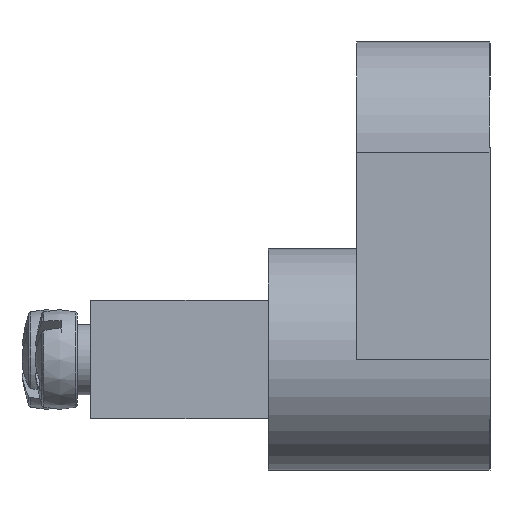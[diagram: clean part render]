
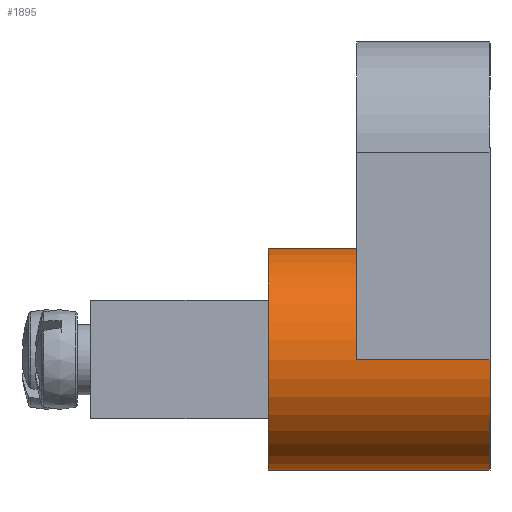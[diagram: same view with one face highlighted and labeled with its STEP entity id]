
A CAD part, left-side view. The second image highlights one B-rep face of the part: STEP entity #1895.
In plain terms, the highlighted cylindrical face has radius 7.5 mm (diameter 15 mm), a full revolution.
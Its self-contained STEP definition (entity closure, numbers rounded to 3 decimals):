
#138=LINE('',#3701,#184);
#139=LINE('',#3704,#185);
#184=VECTOR('',#2623,9.);
#185=VECTOR('',#2626,9.);
#386=FACE_BOUND('',#851,.T.);
#507=CIRCLE('',#2124,7.5);
#508=CIRCLE('',#2125,7.5);
#509=CIRCLE('',#2126,7.5);
#615=FACE_OUTER_BOUND('',#850,.T.);
#850=EDGE_LOOP('',(#1609,#1610,#1611,#1612));
#851=EDGE_LOOP('',(#1613));
#1053=VERTEX_POINT('',#3697);
#1054=VERTEX_POINT('',#3698);
#1055=VERTEX_POINT('',#3700);
#1056=VERTEX_POINT('',#3702);
#1057=VERTEX_POINT('',#3705);
#1246=EDGE_CURVE('',#1053,#1054,#507,.T.);
#1247=EDGE_CURVE('',#1055,#1054,#138,.T.);
#1248=EDGE_CURVE('',#1056,#1055,#508,.T.);
#1249=EDGE_CURVE('',#1056,#1053,#139,.T.);
#1250=EDGE_CURVE('',#1057,#1057,#509,.T.);
#1609=ORIENTED_EDGE('',*,*,#1246,.T.);
#1610=ORIENTED_EDGE('',*,*,#1247,.F.);
#1611=ORIENTED_EDGE('',*,*,#1248,.F.);
#1612=ORIENTED_EDGE('',*,*,#1249,.T.);
#1613=ORIENTED_EDGE('',*,*,#1250,.F.);
#1722=CYLINDRICAL_SURFACE('',#2123,7.5);
#1895=ADVANCED_FACE('',(#615,#386),#1722,.T.);
#2123=AXIS2_PLACEMENT_3D('',#3696,#2619,#2620);
#2124=AXIS2_PLACEMENT_3D('',#3699,#2621,#2622);
#2125=AXIS2_PLACEMENT_3D('',#3703,#2624,#2625);
#2126=AXIS2_PLACEMENT_3D('',#3706,#2627,#2628);
#2619=DIRECTION('center_axis',(0.,1.,0.));
#2620=DIRECTION('ref_axis',(0.,0.,1.));
#2621=DIRECTION('center_axis',(0.,1.,0.));
#2622=DIRECTION('ref_axis',(0.,0.,1.));
#2623=DIRECTION('',(0.,1.,0.));
#2624=DIRECTION('center_axis',(0.,-1.,0.));
#2625=DIRECTION('ref_axis',(0.,0.,1.));
#2626=DIRECTION('',(0.,1.,0.));
#2627=DIRECTION('center_axis',(0.,1.,0.));
#2628=DIRECTION('ref_axis',(0.,0.,1.));
#3696=CARTESIAN_POINT('Origin',(-7.,-10.607,0.));
#3697=CARTESIAN_POINT('',(-7.,9.,7.5));
#3698=CARTESIAN_POINT('',(-7.,9.,-7.5));
#3699=CARTESIAN_POINT('Origin',(-7.,9.,0.));
#3700=CARTESIAN_POINT('',(-7.,0.,-7.5));
#3701=CARTESIAN_POINT('',(-7.,-10.607,-7.5));
#3702=CARTESIAN_POINT('',(-7.,0.,7.5));
#3703=CARTESIAN_POINT('Origin',(-7.,0.,0.));
#3704=CARTESIAN_POINT('',(-7.,-10.607,7.5));
#3705=CARTESIAN_POINT('',(-7.,15.,7.5));
#3706=CARTESIAN_POINT('Origin',(-7.,15.,0.));
